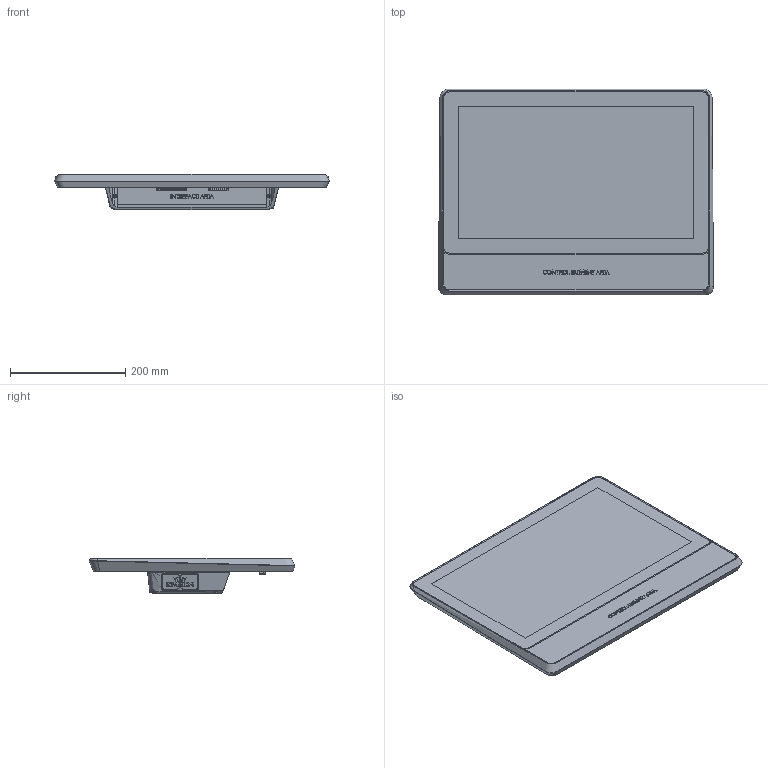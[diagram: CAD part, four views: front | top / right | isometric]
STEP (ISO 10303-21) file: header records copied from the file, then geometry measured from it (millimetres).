
FILE_DESCRIPTION (( 'STEP AP214' ), '1' );
FILE_NAME ('PA10006739~00.STEP', '2021-05-03T08:36:54', ( '' ), ( '' ), 'SwSTEP 2.0', 'SolidWorks 2019', '' );
FILE_SCHEMA (( 'AUTOMOTIVE_DESIGN' ));
Length unit declared in the file: millimetre
Products named in the file (1): PA10006739~00
Bounding box: 477.35 x 357.21 x 62 mm (x, y, z)
Volume: 5187838.9 mm3; surface area: 494139.4 mm2
Topology: 27 solids, 31 shells, 5390 faces, 14346 edges, 9150 vertices
Faces by surface type: plane 2747, cylinder 1816, cone 588, bspline 137, torus 102
Entity records: 236894 total; most frequent: CARTESIAN_POINT 47521, ORIENTED_EDGE 28348, DIRECTION 25839, EDGE_CURVE 14174, VERTEX_POINT 9150, LINE 8827, VECTOR 8827, AXIS2_PLACEMENT_3D 8506
